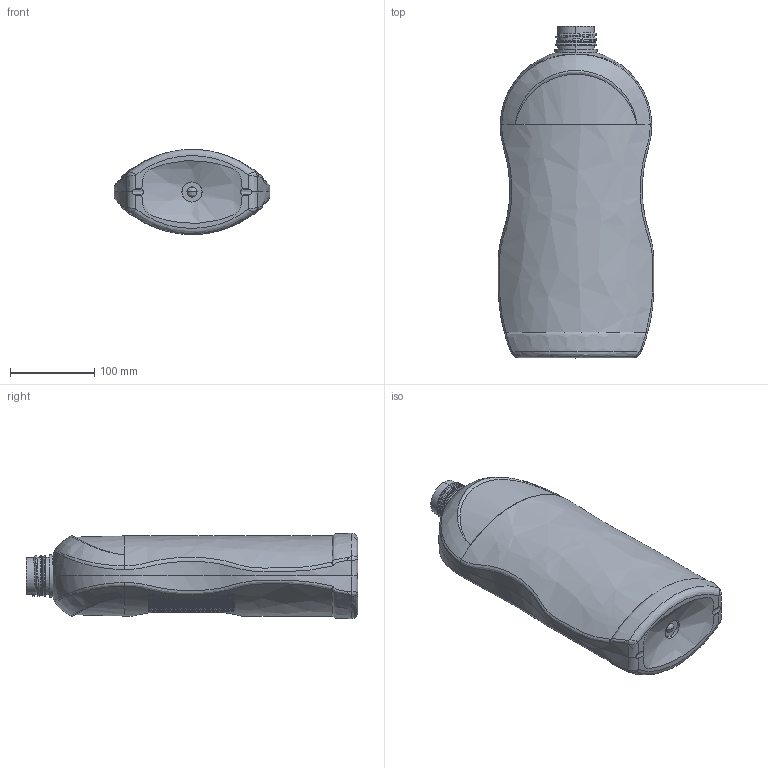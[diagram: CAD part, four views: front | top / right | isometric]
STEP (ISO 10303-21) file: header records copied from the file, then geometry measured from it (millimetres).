
FILE_DESCRIPTION(('FreeCAD Model'),'2;1');
FILE_NAME('Open CASCADE Shape Model','2025-05-28T15:21:18',('FreeCAD'),( 'FreeCAD'),'Open CASCADE STEP processor 7.6','FreeCAD','Unknown');
FILE_SCHEMA(('AUTOMOTIVE_DESIGN { 1 0 10303 214 1 1 1 1 }'));
Products named in the file (1): Open CASCADE STEP translator 7.6 1
Bounding box: 184.64 x 393.84 x 101.24 mm (x, y, z)
Volume: 4327741.8 mm3; surface area: 182596.5 mm2
Topology: 1 solids, 2 shells, 834 faces, 1754 edges, 1283 vertices
Faces by surface type: bspline 834
Entity records: 50456 total; most frequent: CARTESIAN_POINT 39689, ORIENTED_EDGE 3492, EDGE_CURVE 1746, VERTEX_POINT 1283, FACE_BOUND 1201, EDGE_LOOP 1201, B_SPLINE_CURVE_WITH_KNOTS 957, ADVANCED_FACE 834
